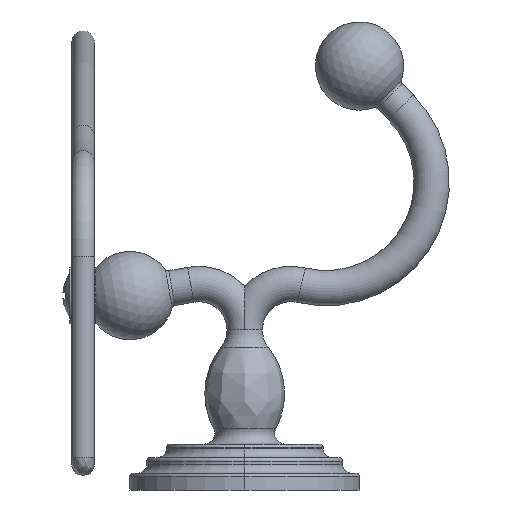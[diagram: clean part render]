
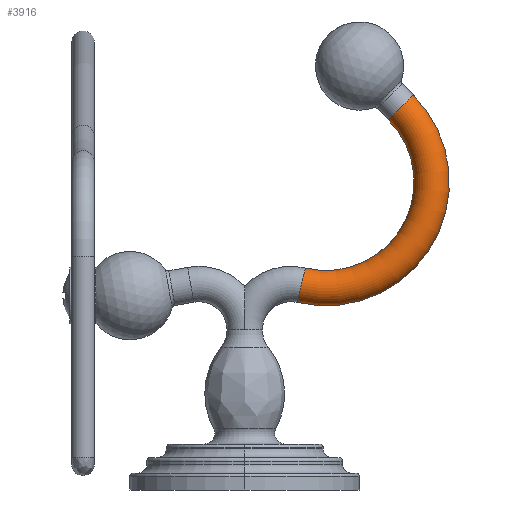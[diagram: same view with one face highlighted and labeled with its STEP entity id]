
A CAD part, left-side view. The second image highlights one B-rep face of the part: STEP entity #3916.
In plain terms, the highlighted toroidal (fillet/blend) face has major radius 29.997 mm and minor radius 5.004 mm.
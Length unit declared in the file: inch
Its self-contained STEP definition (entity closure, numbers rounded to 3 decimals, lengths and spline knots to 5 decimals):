
#1575=CARTESIAN_POINT('',(-9.,-1.73983,4.26533));
#1576=DIRECTION('',(0.,0.706,0.708));
#1577=DIRECTION('',(0.,0.708,-0.706));
#1578=AXIS2_PLACEMENT_3D('',#1575,#1576,#1577);
#1608=CARTESIAN_POINT('',(-9.,-0.90397,3.431));
#1609=DIRECTION('',(-1.,0.,0.));
#1610=DIRECTION('',(0.,0.232,-0.973));
#1611=AXIS2_PLACEMENT_3D('',#1608,#1609,#1610);
#1613=CARTESIAN_POINT('',(-9.,-0.63054,2.28209));
#1614=DIRECTION('',(0.,-0.973,-0.232));
#1615=DIRECTION('',(0.,-0.232,0.973));
#1616=AXIS2_PLACEMENT_3D('',#1613,#1614,#1615);
#1618=CARTESIAN_POINT('',(-9.,-0.90397,3.431));
#1619=DIRECTION('',(-1.,0.,0.));
#1620=DIRECTION('',(0.,0.232,-0.973));
#1621=AXIS2_PLACEMENT_3D('',#1618,#1619,#1620);
#1735=CARTESIAN_POINT('',(-9.,-0.67615,2.47374));
#1736=CARTESIAN_POINT('',(-9.,-0.58493,2.09044));
#1737=VERTEX_POINT('',#1735);
#1738=VERTEX_POINT('',#1736);
#1739=CARTESIAN_POINT('',(-9.,-1.6004,4.12615));
#1740=CARTESIAN_POINT('',(-9.,-1.87926,4.4045));
#1741=VERTEX_POINT('',#1739);
#1742=VERTEX_POINT('',#1740);
#3905=CARTESIAN_POINT('',(-9.,-0.90397,3.431));
#3906=DIRECTION('',(-1.,0.,0.));
#3907=DIRECTION('',(0.,-0.232,0.973));
#3908=AXIS2_PLACEMENT_3D('',#3905,#3906,#3907);
#3909=TOROIDAL_SURFACE('',#3908,1.181,0.197);
#3910=ORIENTED_EDGE('',*,*,#2350,.F.);
#3911=ORIENTED_EDGE('',*,*,#3900,.T.);
#3912=ORIENTED_EDGE('',*,*,#3858,.T.);
#3913=ORIENTED_EDGE('',*,*,#3897,.F.);
#3914=EDGE_LOOP('',(#3910,#3911,#3912,#3913));
#3915=FACE_OUTER_BOUND('',#3914,.F.);
#3916=ADVANCED_FACE('',(#3915),#3909,.T.);
#1579=CIRCLE('',#1578,0.197);
#1612=CIRCLE('',#1611,1.378);
#1617=CIRCLE('',#1616,0.197);
#1622=CIRCLE('',#1621,0.984);
#2350=EDGE_CURVE('',#1737,#1738,#1617,.T.);
#3858=EDGE_CURVE('',#1741,#1742,#1579,.T.);
#3897=EDGE_CURVE('',#1738,#1742,#1612,.T.);
#3900=EDGE_CURVE('',#1737,#1741,#1622,.T.);
